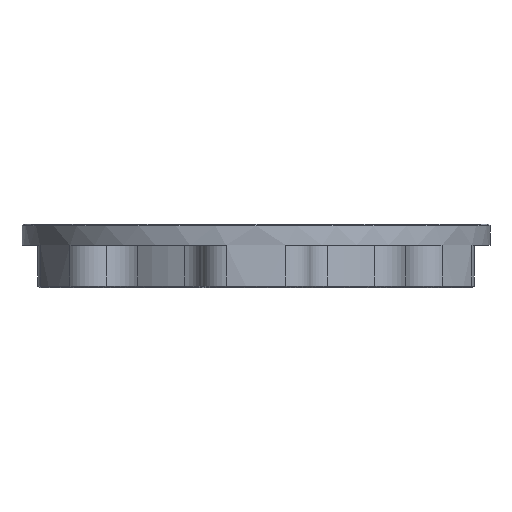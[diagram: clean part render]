
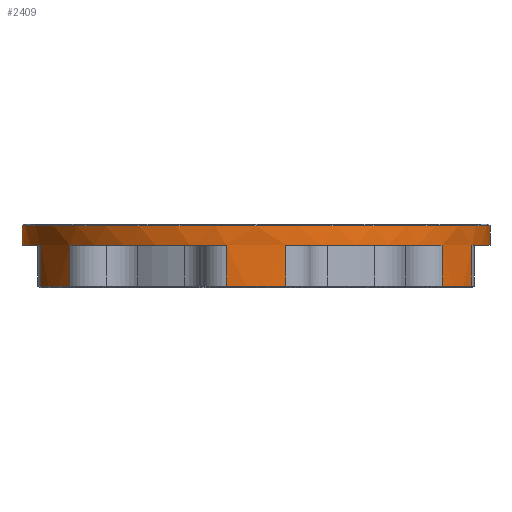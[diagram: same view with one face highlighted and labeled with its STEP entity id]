
A CAD part, front view. The second image highlights one B-rep face of the part: STEP entity #2409.
In plain terms, the highlighted cylindrical face has radius 17.462 mm (diameter 34.925 mm), a partial arc.
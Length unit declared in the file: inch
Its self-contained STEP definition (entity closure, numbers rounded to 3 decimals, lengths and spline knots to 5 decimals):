
#5 = AXIS2_PLACEMENT_3D ( 'NONE', #2352, #1017, #2330 ) ;
#15 = CARTESIAN_POINT ( 'NONE',  ( -0.54648, -0.41716, -0.50897 ) ) ;
#34 = DIRECTION ( 'NONE',  ( 0., 0., -1. ) ) ;
#45 = VECTOR ( 'NONE', #3001, 39.37008 ) ;
#46 = AXIS2_PLACEMENT_3D ( 'NONE', #906, #2470, #1424 ) ;
#64 = VECTOR ( 'NONE', #1082, 39.37008 ) ;
#105 = CIRCLE ( 'NONE', #943, 0.6875 ) ;
#151 = VERTEX_POINT ( 'NONE', #3035 ) ;
#157 = CIRCLE ( 'NONE', #551, 0.6875 ) ;
#201 = VERTEX_POINT ( 'NONE', #3333 ) ;
#217 = CIRCLE ( 'NONE', #1654, 0.6875 ) ;
#260 = VERTEX_POINT ( 'NONE', #2847 ) ;
#266 = VERTEX_POINT ( 'NONE', #2063 ) ;
#294 = DIRECTION ( 'NONE',  ( 0., 0., 1. ) ) ;
#303 = CARTESIAN_POINT ( 'NONE',  ( 0.6875, 0., 0.0575 ) ) ;
#325 = CIRCLE ( 'NONE', #3281, 0.6875 ) ;
#362 = CARTESIAN_POINT ( 'NONE',  ( -0.08803, -0.68184, -0.50897 ) ) ;
#395 = EDGE_CURVE ( 'NONE', #707, #3066, #2920, .T. ) ;
#452 = CYLINDRICAL_SURFACE ( 'NONE', #2772, 0.6875 ) ;
#455 = CARTESIAN_POINT ( 'NONE',  ( 0.54648, -0.41716, 0. ) ) ;
#481 = EDGE_CURVE ( 'NONE', #2805, #1584, #1110, .T. ) ;
#512 = EDGE_LOOP ( 'NONE', ( #2613, #838, #1827, #2666, #2740, #1525, #1646, #2089, #1230, #2266, #1393, #1087, #3417, #802, #1512, #521 ) ) ;
#514 = CARTESIAN_POINT ( 'NONE',  ( 0.63451, -0.26468, -0.12 ) ) ;
#521 = ORIENTED_EDGE ( 'NONE', *, *, #2198, .T. ) ;
#551 = AXIS2_PLACEMENT_3D ( 'NONE', #2419, #294, #1360 ) ;
#554 = VERTEX_POINT ( 'NONE', #2210 ) ;
#586 = EDGE_CURVE ( 'NONE', #3131, #2945, #628, .T. ) ;
#613 = EDGE_CURVE ( 'NONE', #554, #151, #1651, .T. ) ;
#628 = LINE ( 'NONE', #2784, #710 ) ;
#630 = EDGE_CURVE ( 'NONE', #1584, #2038, #2203, .T. ) ;
#707 = VERTEX_POINT ( 'NONE', #982 ) ;
#710 = VECTOR ( 'NONE', #1918, 39.37008 ) ;
#733 = DIRECTION ( 'NONE',  ( 0., 0., 1. ) ) ;
#734 = VERTEX_POINT ( 'NONE', #2816 ) ;
#776 = DIRECTION ( 'NONE',  ( 0., 0., 1. ) ) ;
#802 = ORIENTED_EDGE ( 'NONE', *, *, #3081, .T. ) ;
#838 = ORIENTED_EDGE ( 'NONE', *, *, #1105, .T. ) ;
#884 = CARTESIAN_POINT ( 'NONE',  ( 0., 0., 0. ) ) ;
#906 = CARTESIAN_POINT ( 'NONE',  ( 0., 0., 0. ) ) ;
#930 = CARTESIAN_POINT ( 'NONE',  ( -0.54648, -0.41716, -0.12 ) ) ;
#943 = AXIS2_PLACEMENT_3D ( 'NONE', #1129, #2750, #1707 ) ;
#946 = DIRECTION ( 'NONE',  ( 0., 0., 1. ) ) ;
#957 = CARTESIAN_POINT ( 'NONE',  ( 0.08803, -0.68184, -0.12 ) ) ;
#982 = CARTESIAN_POINT ( 'NONE',  ( -0.6875, 0., 0. ) ) ;
#988 = DIRECTION ( 'NONE',  ( 0., 0., 1. ) ) ;
#1007 = CIRCLE ( 'NONE', #5, 0.6875 ) ;
#1017 = DIRECTION ( 'NONE',  ( 0., 0., 1. ) ) ;
#1082 = DIRECTION ( 'NONE',  ( 0., 0., -1. ) ) ;
#1087 = ORIENTED_EDGE ( 'NONE', *, *, #1851, .T. ) ;
#1100 = CARTESIAN_POINT ( 'NONE',  ( -0.63451, -0.26468, -0.50897 ) ) ;
#1105 = EDGE_CURVE ( 'NONE', #707, #266, #3321, .T. ) ;
#1110 = LINE ( 'NONE', #2935, #1204 ) ;
#1129 = CARTESIAN_POINT ( 'NONE',  ( 0., 0., 0. ) ) ;
#1176 = DIRECTION ( 'NONE',  ( 1., 0., 0. ) ) ;
#1204 = VECTOR ( 'NONE', #2905, 39.37008 ) ;
#1219 = CIRCLE ( 'NONE', #3167, 0.6875 ) ;
#1230 = ORIENTED_EDGE ( 'NONE', *, *, #481, .T. ) ;
#1314 = DIRECTION ( 'NONE',  ( 0., 0., 1. ) ) ;
#1360 = DIRECTION ( 'NONE',  ( 1., 0., 0. ) ) ;
#1393 = ORIENTED_EDGE ( 'NONE', *, *, #2959, .T. ) ;
#1424 = DIRECTION ( 'NONE',  ( 1., 0., 0. ) ) ;
#1427 = CARTESIAN_POINT ( 'NONE',  ( 0., 0., 0. ) ) ;
#1512 = ORIENTED_EDGE ( 'NONE', *, *, #586, .T. ) ;
#1525 = ORIENTED_EDGE ( 'NONE', *, *, #1616, .T. ) ;
#1528 = DIRECTION ( 'NONE',  ( 1., 0., 0. ) ) ;
#1573 = EDGE_CURVE ( 'NONE', #266, #260, #3288, .T. ) ;
#1584 = VERTEX_POINT ( 'NONE', #2187 ) ;
#1594 = VERTEX_POINT ( 'NONE', #3251 ) ;
#1605 = CARTESIAN_POINT ( 'NONE',  ( 0., 0., 0.0575 ) ) ;
#1616 = EDGE_CURVE ( 'NONE', #201, #554, #217, .T. ) ;
#1643 = EDGE_CURVE ( 'NONE', #260, #3192, #157, .T. ) ;
#1646 = ORIENTED_EDGE ( 'NONE', *, *, #613, .T. ) ;
#1651 = LINE ( 'NONE', #362, #45 ) ;
#1654 = AXIS2_PLACEMENT_3D ( 'NONE', #884, #1945, #2435 ) ;
#1671 = DIRECTION ( 'NONE',  ( 0., 0., 1. ) ) ;
#1696 = VECTOR ( 'NONE', #1314, 39.37008 ) ;
#1699 = AXIS2_PLACEMENT_3D ( 'NONE', #1427, #1671, #1176 ) ;
#1707 = DIRECTION ( 'NONE',  ( 1., 0., 0. ) ) ;
#1827 = ORIENTED_EDGE ( 'NONE', *, *, #1573, .T. ) ;
#1851 = EDGE_CURVE ( 'NONE', #1594, #2184, #1007, .T. ) ;
#1861 = CARTESIAN_POINT ( 'NONE',  ( 0., 0., -0.12 ) ) ;
#1918 = DIRECTION ( 'NONE',  ( 0., 0., 1. ) ) ;
#1930 = EDGE_CURVE ( 'NONE', #151, #2805, #1219, .T. ) ;
#1945 = DIRECTION ( 'NONE',  ( 0., 0., 1. ) ) ;
#2038 = VERTEX_POINT ( 'NONE', #455 ) ;
#2063 = CARTESIAN_POINT ( 'NONE',  ( -0.63451, -0.26468, 0. ) ) ;
#2089 = ORIENTED_EDGE ( 'NONE', *, *, #1930, .T. ) ;
#2117 = VECTOR ( 'NONE', #988, 39.37008 ) ;
#2153 = LINE ( 'NONE', #2382, #64 ) ;
#2171 = EDGE_CURVE ( 'NONE', #3192, #201, #2399, .T. ) ;
#2184 = VERTEX_POINT ( 'NONE', #514 ) ;
#2187 = CARTESIAN_POINT ( 'NONE',  ( 0.08803, -0.68184, 0. ) ) ;
#2198 = EDGE_CURVE ( 'NONE', #2945, #3066, #325, .T. ) ;
#2203 = CIRCLE ( 'NONE', #1699, 0.6875 ) ;
#2210 = CARTESIAN_POINT ( 'NONE',  ( -0.08803, -0.68184, 0. ) ) ;
#2265 = LINE ( 'NONE', #2824, #2117 ) ;
#2266 = ORIENTED_EDGE ( 'NONE', *, *, #630, .T. ) ;
#2330 = DIRECTION ( 'NONE',  ( 1., 0., 0. ) ) ;
#2352 = CARTESIAN_POINT ( 'NONE',  ( 0., 0., -0.12 ) ) ;
#2382 = CARTESIAN_POINT ( 'NONE',  ( 0.54648, -0.41716, -0.50897 ) ) ;
#2399 = LINE ( 'NONE', #15, #2617 ) ;
#2409 = ADVANCED_FACE ( 'NONE', ( #3104 ), #452, .T. ) ;
#2419 = CARTESIAN_POINT ( 'NONE',  ( 0., 0., -0.12 ) ) ;
#2435 = DIRECTION ( 'NONE',  ( 1., 0., 0. ) ) ;
#2470 = DIRECTION ( 'NONE',  ( 0., 0., 1. ) ) ;
#2515 = CARTESIAN_POINT ( 'NONE',  ( -0.6875, 0., 0.0575 ) ) ;
#2613 = ORIENTED_EDGE ( 'NONE', *, *, #395, .F. ) ;
#2617 = VECTOR ( 'NONE', #776, 39.37008 ) ;
#2625 = DIRECTION ( 'NONE',  ( 0., 0., -1. ) ) ;
#2666 = ORIENTED_EDGE ( 'NONE', *, *, #1643, .T. ) ;
#2671 = DIRECTION ( 'NONE',  ( 1., 0., 0. ) ) ;
#2740 = ORIENTED_EDGE ( 'NONE', *, *, #2171, .T. ) ;
#2750 = DIRECTION ( 'NONE',  ( 0., 0., 1. ) ) ;
#2763 = DIRECTION ( 'NONE',  ( 1., 0., 0. ) ) ;
#2764 = VECTOR ( 'NONE', #34, 39.37008 ) ;
#2772 = AXIS2_PLACEMENT_3D ( 'NONE', #3086, #946, #2763 ) ;
#2784 = CARTESIAN_POINT ( 'NONE',  ( 0.6875, 0., -0.50897 ) ) ;
#2805 = VERTEX_POINT ( 'NONE', #957 ) ;
#2816 = CARTESIAN_POINT ( 'NONE',  ( 0.63451, -0.26468, 0. ) ) ;
#2824 = CARTESIAN_POINT ( 'NONE',  ( 0.63451, -0.26468, -0.50897 ) ) ;
#2847 = CARTESIAN_POINT ( 'NONE',  ( -0.63451, -0.26468, -0.12 ) ) ;
#2905 = DIRECTION ( 'NONE',  ( 0., 0., 1. ) ) ;
#2920 = LINE ( 'NONE', #3197, #1696 ) ;
#2935 = CARTESIAN_POINT ( 'NONE',  ( 0.08803, -0.68184, -0.50897 ) ) ;
#2945 = VERTEX_POINT ( 'NONE', #303 ) ;
#2959 = EDGE_CURVE ( 'NONE', #2038, #1594, #2153, .T. ) ;
#3001 = DIRECTION ( 'NONE',  ( 0., 0., -1. ) ) ;
#3035 = CARTESIAN_POINT ( 'NONE',  ( -0.08803, -0.68184, -0.12 ) ) ;
#3066 = VERTEX_POINT ( 'NONE', #2515 ) ;
#3081 = EDGE_CURVE ( 'NONE', #734, #3131, #105, .T. ) ;
#3086 = CARTESIAN_POINT ( 'NONE',  ( 0., 0., -0.50897 ) ) ;
#3104 = FACE_OUTER_BOUND ( 'NONE', #512, .T. ) ;
#3131 = VERTEX_POINT ( 'NONE', #3299 ) ;
#3167 = AXIS2_PLACEMENT_3D ( 'NONE', #1861, #733, #1528 ) ;
#3192 = VERTEX_POINT ( 'NONE', #930 ) ;
#3197 = CARTESIAN_POINT ( 'NONE',  ( -0.6875, 0., -0.50897 ) ) ;
#3251 = CARTESIAN_POINT ( 'NONE',  ( 0.54648, -0.41716, -0.12 ) ) ;
#3281 = AXIS2_PLACEMENT_3D ( 'NONE', #1605, #2625, #2671 ) ;
#3288 = LINE ( 'NONE', #1100, #2764 ) ;
#3299 = CARTESIAN_POINT ( 'NONE',  ( 0.6875, 0., 0. ) ) ;
#3321 = CIRCLE ( 'NONE', #46, 0.6875 ) ;
#3333 = CARTESIAN_POINT ( 'NONE',  ( -0.54648, -0.41716, 0. ) ) ;
#3337 = EDGE_CURVE ( 'NONE', #2184, #734, #2265, .T. ) ;
#3417 = ORIENTED_EDGE ( 'NONE', *, *, #3337, .T. ) ;
